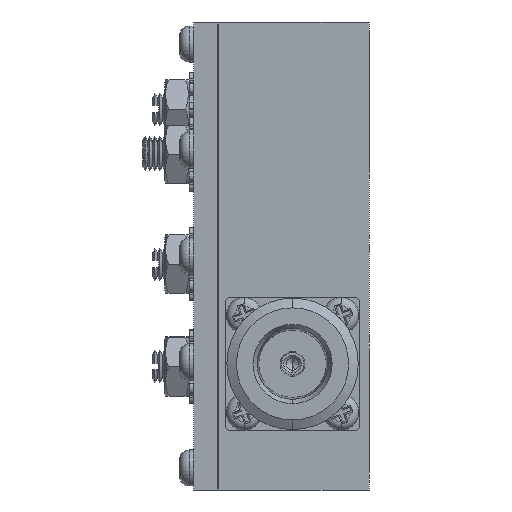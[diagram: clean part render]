
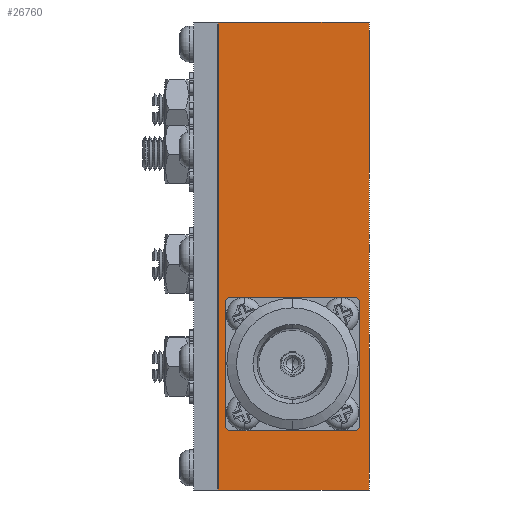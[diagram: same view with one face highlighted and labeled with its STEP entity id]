
A CAD part, left-side view. The second image highlights one B-rep face of the part: STEP entity #26760.
In plain terms, the highlighted planar face has unit normal (-1, 0, 0).
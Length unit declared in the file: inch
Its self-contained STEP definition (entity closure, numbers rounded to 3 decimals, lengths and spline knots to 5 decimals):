
#297 = EDGE_CURVE ( 'NONE', #13833, #26958, #23665, .T. ) ;
#754 = EDGE_CURVE ( 'NONE', #22057, #26665, #14269, .T. ) ;
#889 = ORIENTED_EDGE ( 'NONE', *, *, #5520, .T. ) ;
#1811 = CARTESIAN_POINT ( 'NONE',  ( -1.104, 0.712, 1.104 ) ) ;
#2339 = VECTOR ( 'NONE', #2631, 39.37008 ) ;
#2595 = PLANE ( 'NONE',  #25868 ) ;
#2631 = DIRECTION ( 'NONE',  ( 0., 0., 1. ) ) ;
#2822 = DIRECTION ( 'NONE',  ( 0., 0., 1. ) ) ;
#3307 = VECTOR ( 'NONE', #2822, 39.37008 ) ;
#3607 = CARTESIAN_POINT ( 'NONE',  ( -1.104, 0.712, 1.104 ) ) ;
#4913 = DIRECTION ( 'NONE',  ( 0., 0., -1. ) ) ;
#5517 = FACE_OUTER_BOUND ( 'NONE', #19157, .T. ) ;
#5520 = EDGE_CURVE ( 'NONE', #26665, #26958, #21094, .T. ) ;
#5870 = VECTOR ( 'NONE', #27915, 39.37008 ) ;
#9083 = CARTESIAN_POINT ( 'NONE',  ( -1.104, 0.712, -1.104 ) ) ;
#10906 = EDGE_CURVE ( 'NONE', #22057, #13833, #16164, .T. ) ;
#11372 = CARTESIAN_POINT ( 'NONE',  ( -1.104, 0.712, -1.104 ) ) ;
#11539 = DIRECTION ( 'NONE',  ( 0., -1., 0. ) ) ;
#11750 = ORIENTED_EDGE ( 'NONE', *, *, #754, .T. ) ;
#11893 = CARTESIAN_POINT ( 'NONE',  ( -1.104, 0.712, -1.104 ) ) ;
#13833 = VERTEX_POINT ( 'NONE', #3607 ) ;
#14269 = LINE ( 'NONE', #9083, #21114 ) ;
#16164 = LINE ( 'NONE', #11893, #2339 ) ;
#16519 = CARTESIAN_POINT ( 'NONE',  ( -1.104, 0.712, -1.104 ) ) ;
#16768 = CARTESIAN_POINT ( 'NONE',  ( -1.104, 0., -1.104 ) ) ;
#17323 = CARTESIAN_POINT ( 'NONE',  ( -1.104, 0., 1.104 ) ) ;
#18863 = DIRECTION ( 'NONE',  ( 1., 0., 0. ) ) ;
#19157 = EDGE_LOOP ( 'NONE', ( #889, #22221, #29913, #11750 ) ) ;
#21094 = LINE ( 'NONE', #16768, #3307 ) ;
#21114 = VECTOR ( 'NONE', #11539, 39.37008 ) ;
#22057 = VERTEX_POINT ( 'NONE', #11372 ) ;
#22221 = ORIENTED_EDGE ( 'NONE', *, *, #297, .F. ) ;
#23079 = CARTESIAN_POINT ( 'NONE',  ( -1.104, 0., -1.104 ) ) ;
#23665 = LINE ( 'NONE', #1811, #5870 ) ;
#25868 = AXIS2_PLACEMENT_3D ( 'NONE', #16519, #18863, #4913 ) ;
#26665 = VERTEX_POINT ( 'NONE', #23079 ) ;
#26760 = ADVANCED_FACE ( 'NONE', ( #5517 ), #2595, .F. ) ;
#26958 = VERTEX_POINT ( 'NONE', #17323 ) ;
#27915 = DIRECTION ( 'NONE',  ( 0., -1., 0. ) ) ;
#29913 = ORIENTED_EDGE ( 'NONE', *, *, #10906, .F. ) ;
